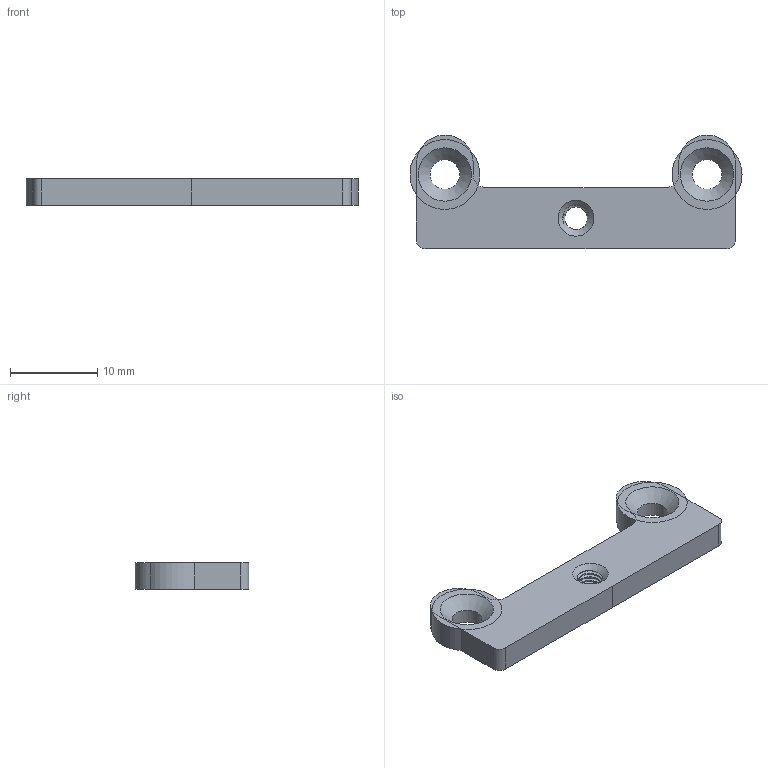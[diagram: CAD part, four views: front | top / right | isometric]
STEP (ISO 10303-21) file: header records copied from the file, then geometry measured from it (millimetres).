
FILE_DESCRIPTION(('FreeCAD Model'),'2;1');
FILE_NAME('Open CASCADE Shape Model','2023-06-25T18:56:37',(''),(''), 'Open CASCADE STEP processor 7.6','FreeCAD','Unknown');
FILE_SCHEMA(('AUTOMOTIVE_DESIGN { 1 0 10303 214 1 1 1 1 }'));
Length unit declared in the file: millimetre
Products named in the file (1): Hole094
Bounding box: 37.99 x 13.01 x 3 mm (x, y, z)
Volume: 902 mm3; surface area: 1020 mm2
Topology: 1 solids, 1 shells, 65 faces, 147 edges, 84 vertices
Faces by surface type: plane 24, cylinder 20, bspline 18, cone 3
Full cylindrical faces by diameter (mm): 2.6 x4, 3.4 x2
Entity records: 7257 total; most frequent: CARTESIAN_POINT 4441, DIRECTION 462, ORIENTED_EDGE 294, PCURVE 294, DEFINITIONAL_REPRESENTATION 294, LINE 192, VECTOR 192, EDGE_CURVE 147
